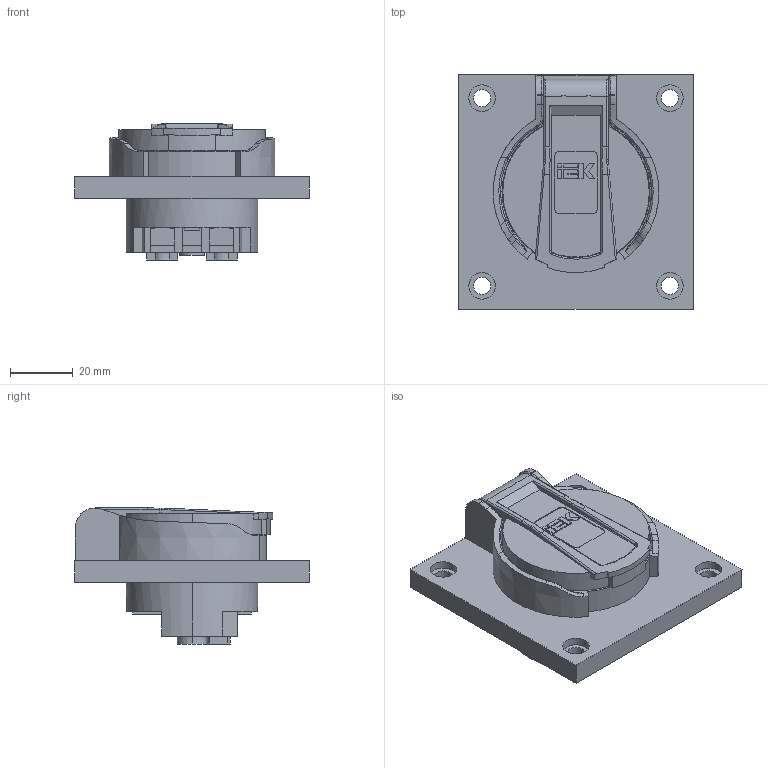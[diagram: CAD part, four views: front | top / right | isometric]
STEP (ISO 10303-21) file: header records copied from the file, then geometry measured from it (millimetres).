
FILE_DESCRIPTION (( 'STEP AP214' ), '1' );
FILE_NAME ('PSN71-016-3-4-54-K07_MAGNUM Ðîçåòêà ïàíåëüíàÿ SCHUKO ÐÏ17-3 ñ óâ. ôëàíö. IP54 IEK.STEP', '2025-09-09T10:35:30', ( '' ), ( '' ), 'SwSTEP 2.0', 'SolidWorks 2022', '' );
FILE_SCHEMA (( 'AUTOMOTIVE_DESIGN' ));
Length unit declared in the file: millimetre
Products named in the file (1): PSN71-016-3-4-54-K07_MAGNUM Розетка панельная SCHUKO РП17-3 с ув. фланц. IP54 IEK
Bounding box: 75.04 x 75.04 x 43.5 mm (x, y, z)
Volume: 91248.7 mm3; surface area: 23794.6 mm2
Topology: 1 solids, 5 shells, 527 faces, 1387 edges, 897 vertices
Faces by surface type: plane 308, cylinder 91, bspline 78, cone 46, torus 4
Entity records: 18221 total; most frequent: CARTESIAN_POINT 5685, ORIENTED_EDGE 2764, DIRECTION 2385, EDGE_CURVE 1382, VERTEX_POINT 897, VECTOR 841, LINE 841, AXIS2_PLACEMENT_3D 772
